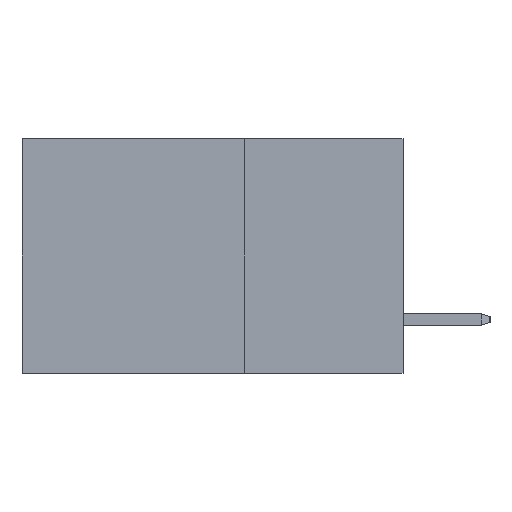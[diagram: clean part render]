
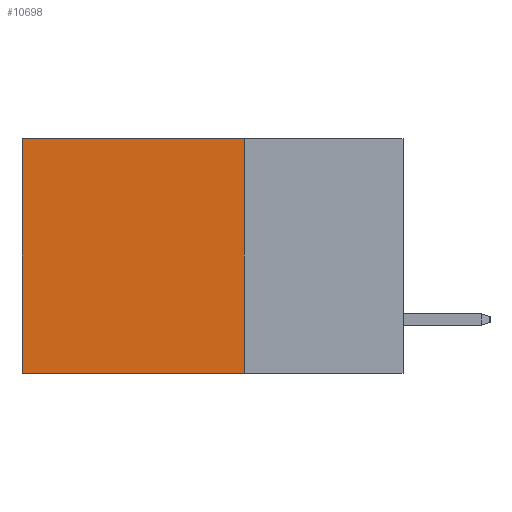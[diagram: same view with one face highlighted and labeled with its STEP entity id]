
A CAD part, left-side view. The second image highlights one B-rep face of the part: STEP entity #10698.
In plain terms, the highlighted planar face has unit normal (-1, 0, 0).
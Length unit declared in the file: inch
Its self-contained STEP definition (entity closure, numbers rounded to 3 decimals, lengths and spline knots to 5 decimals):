
#536 = DIRECTION ( 'NONE',  ( 0., 0., -1. ) ) ;
#751 = VECTOR ( 'NONE', #7496, 39.37008 ) ;
#788 = DIRECTION ( 'NONE',  ( 0., 0., -1. ) ) ;
#838 = CARTESIAN_POINT ( 'NONE',  ( 0.2875, 0.25, -0.37 ) ) ;
#1458 = CARTESIAN_POINT ( 'NONE',  ( 0.2875, 0.25, 0. ) ) ;
#1467 = DIRECTION ( 'NONE',  ( 1., 0., 0. ) ) ;
#2001 = CARTESIAN_POINT ( 'NONE',  ( 0.2875, 0.6, -0.37 ) ) ;
#2610 = CARTESIAN_POINT ( 'NONE',  ( 0.2875, 0.25, 0. ) ) ;
#2742 = VERTEX_POINT ( 'NONE', #11938 ) ;
#2753 = EDGE_LOOP ( 'NONE', ( #2920, #9711, #7364, #8620 ) ) ;
#2834 = LINE ( 'NONE', #3059, #3863 ) ;
#2920 = ORIENTED_EDGE ( 'NONE', *, *, #11717, .T. ) ;
#3059 = CARTESIAN_POINT ( 'NONE',  ( 0.2875, 0.25, -0.37 ) ) ;
#3863 = VECTOR ( 'NONE', #7779, 39.37008 ) ;
#4374 = VECTOR ( 'NONE', #536, 39.37008 ) ;
#4751 = FACE_OUTER_BOUND ( 'NONE', #2753, .T. ) ;
#5778 = CARTESIAN_POINT ( 'NONE',  ( 0.2875, 0.25, 0. ) ) ;
#5822 = AXIS2_PLACEMENT_3D ( 'NONE', #2610, #1467, #788 ) ;
#5982 = EDGE_CURVE ( 'NONE', #13328, #2742, #7340, .T. ) ;
#6109 = CARTESIAN_POINT ( 'NONE',  ( 0.2875, 0.25, 0. ) ) ;
#6615 = VERTEX_POINT ( 'NONE', #838 ) ;
#7340 = LINE ( 'NONE', #1458, #751 ) ;
#7364 = ORIENTED_EDGE ( 'NONE', *, *, #13783, .F. ) ;
#7469 = CARTESIAN_POINT ( 'NONE',  ( 0.2875, 0.6, 0. ) ) ;
#7496 = DIRECTION ( 'NONE',  ( 0., 1., 0. ) ) ;
#7779 = DIRECTION ( 'NONE',  ( 0., 1., 0. ) ) ;
#8620 = ORIENTED_EDGE ( 'NONE', *, *, #5982, .T. ) ;
#8830 = LINE ( 'NONE', #7469, #4374 ) ;
#9711 = ORIENTED_EDGE ( 'NONE', *, *, #10751, .F. ) ;
#10474 = DIRECTION ( 'NONE',  ( 0., 0., -1. ) ) ;
#10698 = ADVANCED_FACE ( 'NONE', ( #4751 ), #11886, .F. ) ;
#10704 = LINE ( 'NONE', #5778, #10739 ) ;
#10739 = VECTOR ( 'NONE', #10474, 39.37008 ) ;
#10751 = EDGE_CURVE ( 'NONE', #6615, #14606, #2834, .T. ) ;
#11717 = EDGE_CURVE ( 'NONE', #2742, #14606, #8830, .T. ) ;
#11886 = PLANE ( 'NONE',  #5822 ) ;
#11938 = CARTESIAN_POINT ( 'NONE',  ( 0.2875, 0.6, 0. ) ) ;
#13328 = VERTEX_POINT ( 'NONE', #6109 ) ;
#13783 = EDGE_CURVE ( 'NONE', #13328, #6615, #10704, .T. ) ;
#14606 = VERTEX_POINT ( 'NONE', #2001 ) ;
